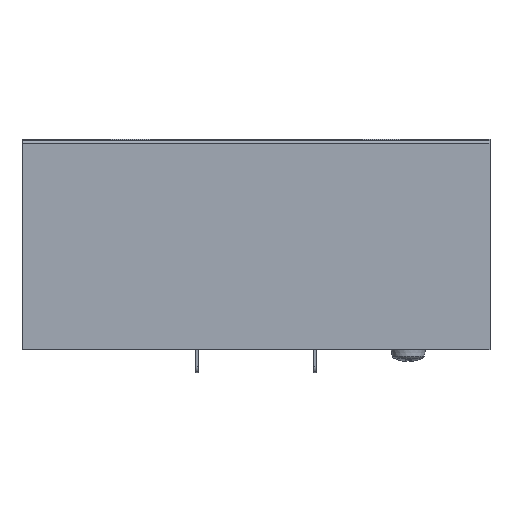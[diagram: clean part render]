
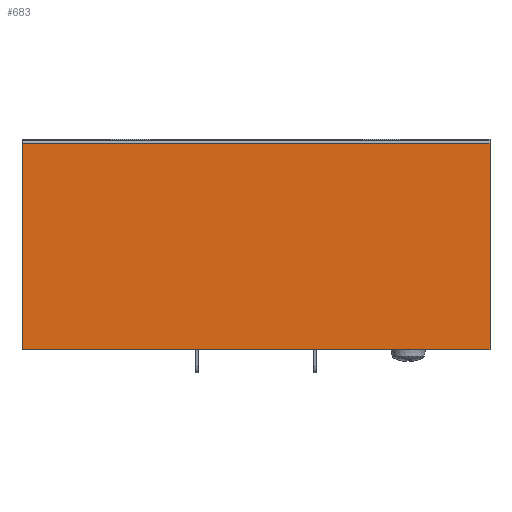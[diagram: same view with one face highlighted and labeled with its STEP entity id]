
A CAD part, left-side view. The second image highlights one B-rep face of the part: STEP entity #683.
In plain terms, the highlighted planar face has unit normal (-1, 0, 0).
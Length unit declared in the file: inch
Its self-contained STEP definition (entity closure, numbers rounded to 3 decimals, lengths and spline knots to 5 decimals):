
#73 = CARTESIAN_POINT ( 'NONE',  ( -1., 1.21063, 1.06768 ) ) ;
#275 = PLANE ( 'NONE',  #2885 ) ;
#683 = ADVANCED_FACE ( 'NONE', ( #15836 ), #275, .F. ) ;
#698 = LINE ( 'NONE', #14686, #21118 ) ;
#1318 = ORIENTED_EDGE ( 'NONE', *, *, #20379, .T. ) ;
#1628 = LINE ( 'NONE', #20764, #11745 ) ;
#2031 = DIRECTION ( 'NONE',  ( 0., -1., 0. ) ) ;
#2322 = DIRECTION ( 'NONE',  ( 0., 0., -1. ) ) ;
#2437 = CARTESIAN_POINT ( 'NONE',  ( -1., 1.21063, 0. ) ) ;
#2524 = DIRECTION ( 'NONE',  ( 0., -1., 0. ) ) ;
#2551 = VECTOR ( 'NONE', #2031, 39.37008 ) ;
#2885 = AXIS2_PLACEMENT_3D ( 'NONE', #21952, #14397, #2322 ) ;
#4511 = CARTESIAN_POINT ( 'NONE',  ( -1., -1.21063, 1.06768 ) ) ;
#5295 = VERTEX_POINT ( 'NONE', #17775 ) ;
#5840 = ORIENTED_EDGE ( 'NONE', *, *, #21130, .F. ) ;
#7706 = LINE ( 'NONE', #4511, #13067 ) ;
#7936 = LINE ( 'NONE', #73, #2551 ) ;
#8557 = DIRECTION ( 'NONE',  ( 0., 0., 1. ) ) ;
#10173 = VERTEX_POINT ( 'NONE', #12497 ) ;
#10194 = EDGE_CURVE ( 'NONE', #5295, #24129, #7706, .T. ) ;
#10338 = EDGE_LOOP ( 'NONE', ( #23263, #12047, #5840, #1318 ) ) ;
#11745 = VECTOR ( 'NONE', #22692, 39.37008 ) ;
#12047 = ORIENTED_EDGE ( 'NONE', *, *, #13317, .F. ) ;
#12497 = CARTESIAN_POINT ( 'NONE',  ( -1., 1.21063, 1.06768 ) ) ;
#13067 = VECTOR ( 'NONE', #8557, 39.37008 ) ;
#13317 = EDGE_CURVE ( 'NONE', #10173, #24129, #7936, .T. ) ;
#14397 = DIRECTION ( 'NONE',  ( 1., 0., 0. ) ) ;
#14686 = CARTESIAN_POINT ( 'NONE',  ( -1., 1.21063, 0. ) ) ;
#15836 = FACE_OUTER_BOUND ( 'NONE', #10338, .T. ) ;
#17312 = CARTESIAN_POINT ( 'NONE',  ( -1., -1.21063, 1.06768 ) ) ;
#17571 = VERTEX_POINT ( 'NONE', #2437 ) ;
#17775 = CARTESIAN_POINT ( 'NONE',  ( -1., -1.21063, 0. ) ) ;
#20379 = EDGE_CURVE ( 'NONE', #17571, #5295, #698, .T. ) ;
#20764 = CARTESIAN_POINT ( 'NONE',  ( -1., 1.21063, 1.06768 ) ) ;
#21118 = VECTOR ( 'NONE', #2524, 39.37008 ) ;
#21130 = EDGE_CURVE ( 'NONE', #17571, #10173, #1628, .T. ) ;
#21952 = CARTESIAN_POINT ( 'NONE',  ( -1., 1.21063, 1.06768 ) ) ;
#22692 = DIRECTION ( 'NONE',  ( 0., 0., 1. ) ) ;
#23263 = ORIENTED_EDGE ( 'NONE', *, *, #10194, .T. ) ;
#24129 = VERTEX_POINT ( 'NONE', #17312 ) ;
